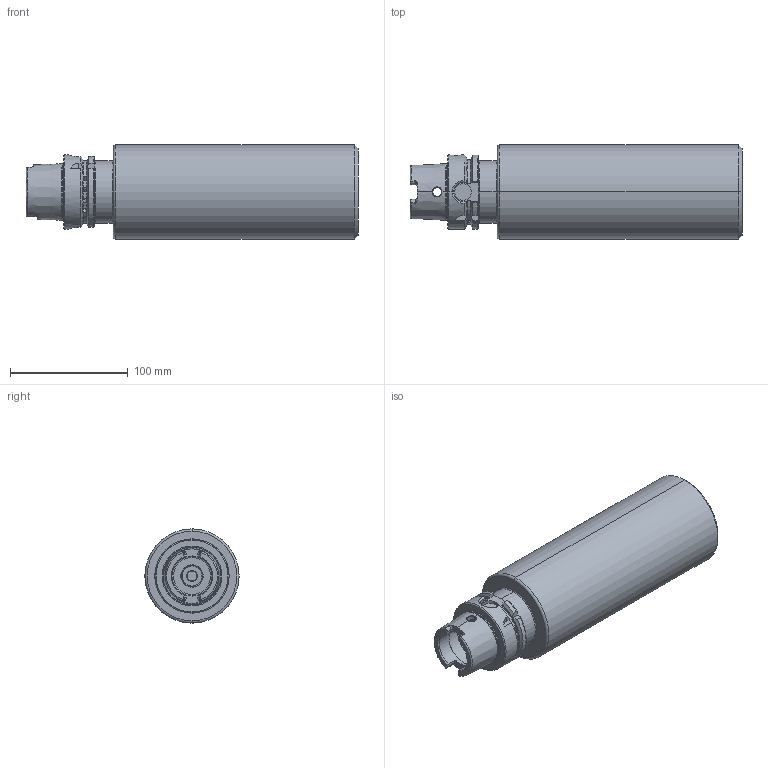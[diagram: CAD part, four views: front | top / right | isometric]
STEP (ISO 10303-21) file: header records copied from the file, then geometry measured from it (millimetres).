
FILE_DESCRIPTION (( 'STEP AP203' ), '1' );
FILE_NAME ('A63.17.80.STEP', '2016-08-31T09:40:55', ( '' ), ( '' ), 'SwSTEP 2.0', 'SolidWorks 2012', '' );
FILE_SCHEMA (( 'CONFIG_CONTROL_DESIGN' ));
Length unit declared in the file: millimetre
Products named in the file (1): A63.17.80
Bounding box: 282 x 80 x 80 mm (x, y, z)
Volume: 1159197 mm3; surface area: 83427.5 mm2
Topology: 1 solids, 1 shells, 220 faces, 585 edges, 361 vertices
Faces by surface type: cylinder 78, plane 58, cone 37, torus 33, bspline 14
Entity records: 16286 total; most frequent: CARTESIAN_POINT 11168, ORIENTED_EDGE 1146, DIRECTION 957, EDGE_CURVE 573, AXIS2_PLACEMENT_3D 385, VERTEX_POINT 361, EDGE_LOOP 230, ADVANCED_FACE 220
